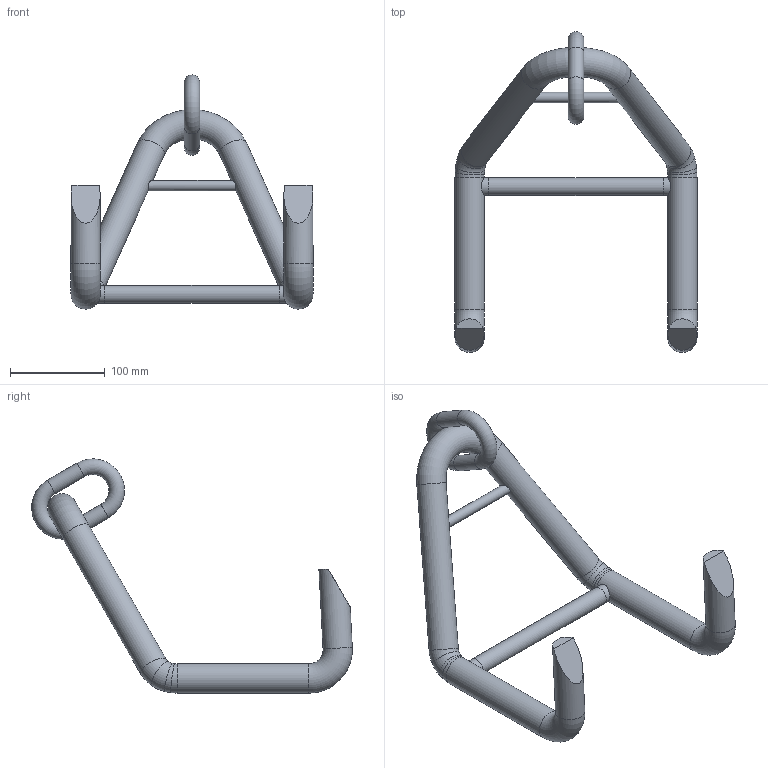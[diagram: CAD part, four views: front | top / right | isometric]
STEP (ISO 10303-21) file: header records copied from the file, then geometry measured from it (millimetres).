
FILE_DESCRIPTION(/* description */ (''),/* implementation_level */ '2;1');
FILE_NAME(/* name */ 'GHW 7-8 Kundenmodell',/* time_stamp */ '2010-05-25T12:47:42+02:00',/* author */ (''),/* organization */ (''),/* preprocessor_version */ 'ST-DEVELOPER v9',/* originating_system */ 'UGS - NX 4.0',/* authorisation */ '');
FILE_SCHEMA (('AUTOMOTIVE_DESIGN { 1 0 10303 214 1 1 1 1 }'));
Length unit declared in the file: millimetre
Products named in the file (1): rit308Bykxh
Bounding box: 255.97 x 339.09 x 247.7 mm (x, y, z)
Volume: 899690.8 mm3; surface area: 132319.4 mm2
Topology: 5 solids, 5 shells, 39 faces, 69 edges, 38 vertices
Faces by surface type: cylinder 14, torus 13, plane 8, cone 4
Full cylindrical faces by diameter (mm): 11 x1, 16.5 x2, 19 x3, 31 x6
Entity records: 874 total; most frequent: CARTESIAN_POINT 182, DIRECTION 146, ORIENTED_EDGE 76, AXIS2_PLACEMENT_3D 72, EDGE_LOOP 70, FACE_BOUND 56, ADVANCED_FACE 39, EDGE_CURVE 38
